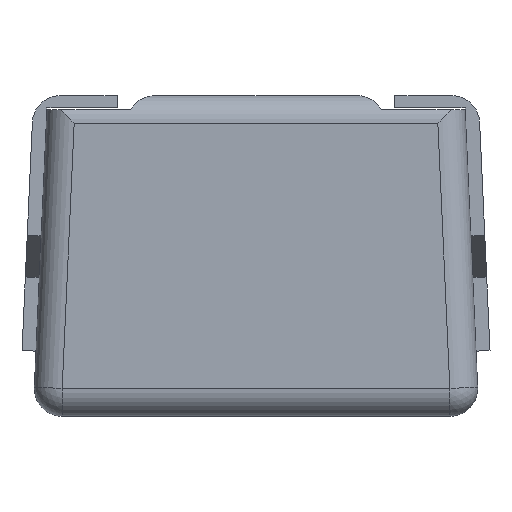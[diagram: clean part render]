
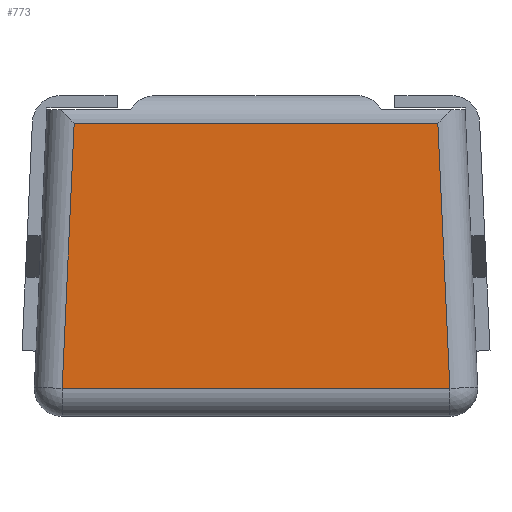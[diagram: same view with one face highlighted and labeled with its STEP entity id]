
A CAD part, left-side view. The second image highlights one B-rep face of the part: STEP entity #773.
In plain terms, the highlighted planar face has unit normal (-1, 0, 0).
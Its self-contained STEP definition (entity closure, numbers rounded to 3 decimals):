
#1=DIRECTION('',(0.,1.,0.));
#2=VECTOR('',#1,2.609);
#3=CARTESIAN_POINT('',(-1.25,-1.304,0.6));
#4=LINE('',#3,#2);
#5=DIRECTION('',(0.,0.045,0.999));
#6=VECTOR('',#5,1.902);
#7=CARTESIAN_POINT('',(-1.25,-1.391,-1.3));
#8=LINE('',#7,#6);
#9=DIRECTION('',(0.,-1.,0.));
#10=VECTOR('',#9,2.781);
#11=CARTESIAN_POINT('',(-1.25,1.391,-1.3));
#12=LINE('',#11,#10);
#13=DIRECTION('',(0.,0.045,-0.999));
#14=VECTOR('',#13,1.902);
#15=CARTESIAN_POINT('',(-1.25,1.304,0.6));
#16=LINE('',#15,#14);
#619=CARTESIAN_POINT('',(-1.25,-1.304,0.6));
#620=CARTESIAN_POINT('',(-1.25,1.304,0.6));
#621=VERTEX_POINT('',#619);
#622=VERTEX_POINT('',#620);
#724=CARTESIAN_POINT('',(-1.25,1.391,-1.3));
#725=VERTEX_POINT('',#724);
#731=CARTESIAN_POINT('',(-1.25,-1.391,-1.3));
#732=VERTEX_POINT('',#731);
#758=CARTESIAN_POINT('',(-1.25,0.,0.));
#759=DIRECTION('',(1.,0.,0.));
#760=DIRECTION('',(0.,-1.,0.));
#761=AXIS2_PLACEMENT_3D('',#758,#759,#760);
#762=PLANE('',#761);
#764=ORIENTED_EDGE('',*,*,#763,.F.);
#766=ORIENTED_EDGE('',*,*,#765,.F.);
#768=ORIENTED_EDGE('',*,*,#767,.F.);
#770=ORIENTED_EDGE('',*,*,#769,.F.);
#771=EDGE_LOOP('',(#764,#766,#768,#770));
#772=FACE_OUTER_BOUND('',#771,.F.);
#763=EDGE_CURVE('',#621,#622,#4,.T.);
#765=EDGE_CURVE('',#732,#621,#8,.T.);
#767=EDGE_CURVE('',#725,#732,#12,.T.);
#769=EDGE_CURVE('',#622,#725,#16,.T.);
#773=ADVANCED_FACE('',(#772),#762,.F.);
